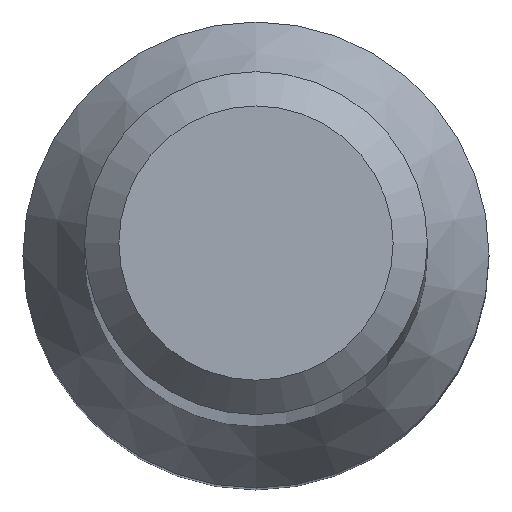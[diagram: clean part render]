
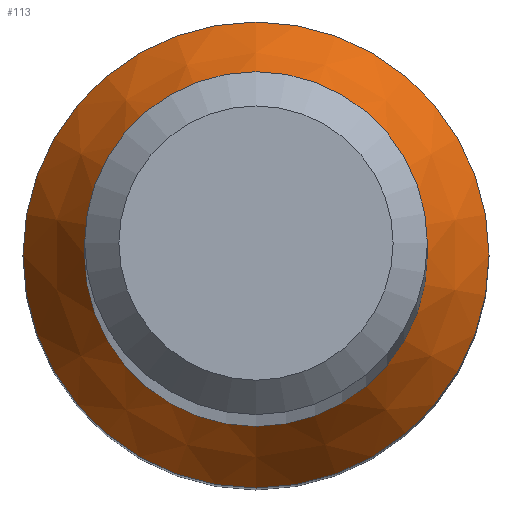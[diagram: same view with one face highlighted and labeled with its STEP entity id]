
A CAD part, top view. The second image highlights one B-rep face of the part: STEP entity #113.
In plain terms, the highlighted conical face has half-angle 30 degrees and reference radius 2.039 mm.
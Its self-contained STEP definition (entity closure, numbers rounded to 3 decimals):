
#7 = CARTESIAN_POINT ( 'NONE',  ( 0., 0., 11.083 ) ) ;
#13 = ORIENTED_EDGE ( 'NONE', *, *, #234, .T. ) ;
#27 = DIRECTION ( 'NONE',  ( 0., 0., -1. ) ) ;
#42 = CARTESIAN_POINT ( 'NONE',  ( 0., 1.5, 11.083 ) ) ;
#53 = DIRECTION ( 'NONE',  ( 0., 1., 0. ) ) ;
#68 = EDGE_LOOP ( 'NONE', ( #94 ) ) ;
#78 = CARTESIAN_POINT ( 'NONE',  ( 0., 0., 10.149 ) ) ;
#79 = EDGE_LOOP ( 'NONE', ( #13 ) ) ;
#86 = AXIS2_PLACEMENT_3D ( 'NONE', #7, #27, #107 ) ;
#94 = ORIENTED_EDGE ( 'NONE', *, *, #205, .F. ) ;
#101 = DIRECTION ( 'NONE',  ( 0., 0., -1. ) ) ;
#107 = DIRECTION ( 'NONE',  ( 0., 1., 0. ) ) ;
#113 = ADVANCED_FACE ( 'NONE', ( #208, #223 ), #147, .T. ) ;
#121 = VERTEX_POINT ( 'NONE', #42 ) ;
#129 = CIRCLE ( 'NONE', #194, 2.039 ) ;
#147 = CONICAL_SURFACE ( 'NONE', #179, 2.039, 0.524 ) ;
#156 = DIRECTION ( 'NONE',  ( 0., 1., 0. ) ) ;
#179 = AXIS2_PLACEMENT_3D ( 'NONE', #195, #101, #53 ) ;
#194 = AXIS2_PLACEMENT_3D ( 'NONE', #78, #227, #156 ) ;
#195 = CARTESIAN_POINT ( 'NONE',  ( 0., 0., 10.149 ) ) ;
#199 = VERTEX_POINT ( 'NONE', #213 ) ;
#205 = EDGE_CURVE ( 'NONE', #199, #199, #129, .T. ) ;
#208 = FACE_BOUND ( 'NONE', #79, .T. ) ;
#213 = CARTESIAN_POINT ( 'NONE',  ( 0., 2.039, 10.149 ) ) ;
#223 = FACE_OUTER_BOUND ( 'NONE', #68, .T. ) ;
#227 = DIRECTION ( 'NONE',  ( 0., 0., -1. ) ) ;
#230 = CIRCLE ( 'NONE', #86, 1.5 ) ;
#234 = EDGE_CURVE ( 'NONE', #121, #121, #230, .T. ) ;
